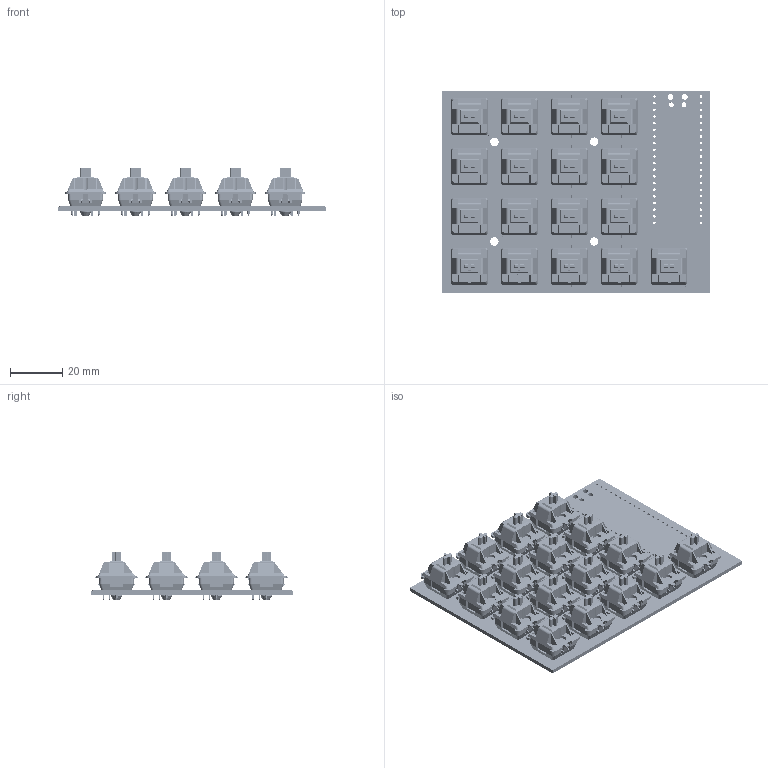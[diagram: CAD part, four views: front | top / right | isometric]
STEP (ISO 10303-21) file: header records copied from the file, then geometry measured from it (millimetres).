
FILE_DESCRIPTION(('KiCad electronic assembly'),'2;1');
FILE_NAME('GhostMidi.step','2025-12-24T23:28:47',('Pcbnew'),('Kicad'), 'Open CASCADE STEP processor 7.8','KiCad to STEP converter','Unknown' );
FILE_SCHEMA(('AUTOMOTIVE_DESIGN { 1 0 10303 214 1 1 1 1 }'));
Length unit declared in the file: millimetre
Products named in the file (8): GhostMidi 1; MX1A-E1NW--3DModel-STEP-56544; GhostMidi_copper; GhostMidi_pad; GhostMidi_via; GhostMidi_soldermask; GhostMidi_PCB
Assembly tree (23 placements, depth 2):
  GhostMidi 1
    MX1A-E1NW--3DModel-STEP-56544  x17
    GhostMidi_copper
    GhostMidi_pad
    GhostMidi_via
    GhostMidi_soldermask
    GhostMidi_soldermask
    GhostMidi_PCB
Bounding box: 102.2 x 76.99 x 18.54 mm (x, y, z)
Volume: 37887.8 mm3; surface area: 85161.3 mm2
Topology: 434 solids, 436 shells, 9019 faces, 24565 edges, 16382 vertices
Faces by surface type: plane 6621, cylinder 2160, sphere 136, cone 102
Full cylindrical faces by diameter (mm): 0.25 x3, 0.275 x6, 0.3 x3, 0.95 x160, 1 x80, 1.45 x102, 1.5 x68, 1.6 x62, 1.7 x34, 1.85 x2, 1.984 x2, 2.2 x70, 2.208 x33, 2.358 x4, 2.709 x2, 3.2 x4, 3.211 x14, 3.709 x7, 4 x17, 4.511 x31
Entity records: 175050 total; most frequent: CARTESIAN_POINT 30214, DIRECTION 29270, ORIENTED_EDGE 28770, EDGE_CURVE 14733, LINE 10874, VECTOR 10874, VERTEX_POINT 10046, AXIS2_PLACEMENT_3D 9198
